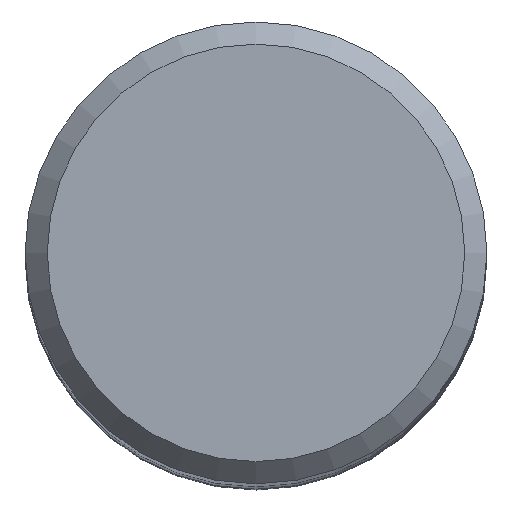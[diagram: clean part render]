
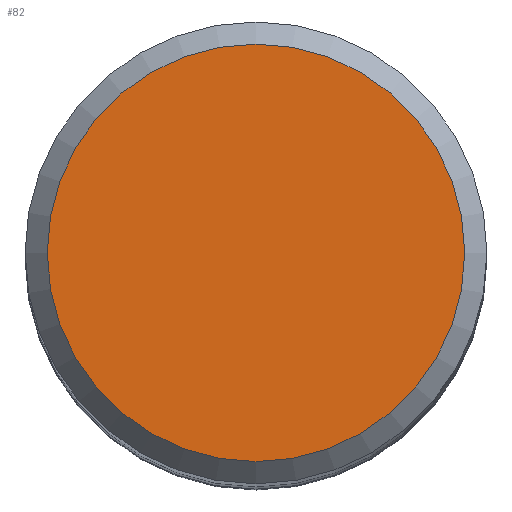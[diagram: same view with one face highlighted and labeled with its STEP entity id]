
A CAD part, top view. The second image highlights one B-rep face of the part: STEP entity #82.
In plain terms, the highlighted planar face has unit normal (0, 0, 1).
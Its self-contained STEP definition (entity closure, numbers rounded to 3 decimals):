
#82=ADVANCED_FACE('',(#101),#96,.T.);
#96=PLANE('',#213);
#101=FACE_OUTER_BOUND('',#106,.T.);
#106=EDGE_LOOP('',(#128));
#128=ORIENTED_EDGE('',*,*,#162,.F.);
#150=VERTEX_POINT('',#297);
#162=EDGE_CURVE('',#150,#150,#173,.T.);
#173=CIRCLE('',#212,5.74);
#212=AXIS2_PLACEMENT_3D('',#296,#244,#245);
#213=AXIS2_PLACEMENT_3D('',#298,#246,#247);
#244=DIRECTION('',(0.,0.,-1.));
#245=DIRECTION('',(-1.,0.,0.));
#246=DIRECTION('',(0.,0.,1.));
#247=DIRECTION('',(1.,0.,0.));
#296=CARTESIAN_POINT('',(0.,0.,45.237));
#297=CARTESIAN_POINT('',(-5.74,0.,45.237));
#298=CARTESIAN_POINT('',(5.74,0.,45.237));
